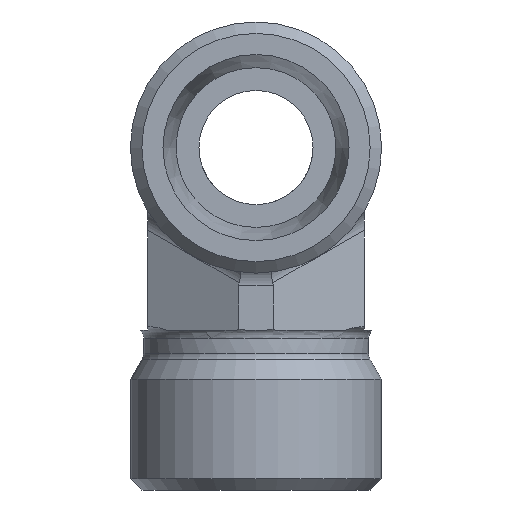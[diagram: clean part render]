
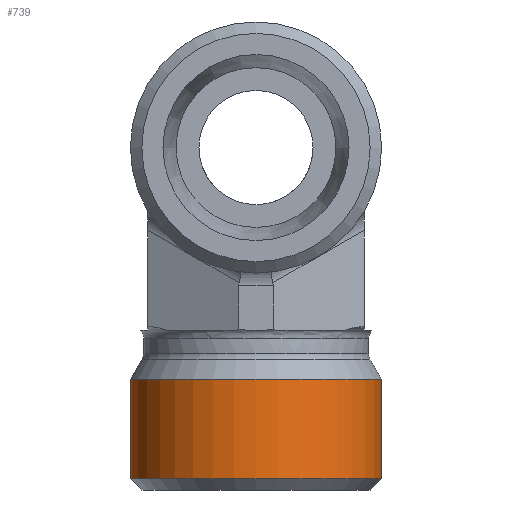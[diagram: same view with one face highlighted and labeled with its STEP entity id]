
A CAD part, front view. The second image highlights one B-rep face of the part: STEP entity #739.
In plain terms, the highlighted cylindrical face has radius 11 mm (diameter 22 mm), a full revolution.
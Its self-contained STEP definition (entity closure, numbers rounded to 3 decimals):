
#708=CARTESIAN_POINT('',(-7.985,9.544,-13.0));
#709=VERTEX_POINT('',#708);
#710=CARTESIAN_POINT('',(-18.985,9.544,-13.0));
#711=DIRECTION('',(0.0,0.0,-1.0));
#712=DIRECTION('',(-1.0,0.0,0.0));
#713=AXIS2_PLACEMENT_3D('',#710,#711,#712);
#714=CIRCLE('',#713,11.0);
#715=EDGE_CURVE('',#709,#709,#714,.T.);
#720=CARTESIAN_POINT('',(-18.985,9.544,-14.));
#721=DIRECTION('',(0.,0.,1.0));
#722=DIRECTION('',(-1.0,0.0,0.0));
#723=AXIS2_PLACEMENT_3D('',#720,#721,#722);
#724=CYLINDRICAL_SURFACE('',#723,11.0);
#725=CARTESIAN_POINT('',(-29.985,9.544,-4.292));
#726=VERTEX_POINT('',#725);
#727=CARTESIAN_POINT('',(-18.985,9.544,-4.292));
#728=DIRECTION('',(0.0,0.0,-1.0));
#729=DIRECTION('',(-1.0,0.0,0.0));
#730=AXIS2_PLACEMENT_3D('',#727,#728,#729);
#731=CIRCLE('',#730,11.0);
#732=EDGE_CURVE('',#726,#726,#731,.T.);
#733=ORIENTED_EDGE('',*,*,#732,.T.);
#734=EDGE_LOOP('',(#733));
#735=FACE_OUTER_BOUND('',#734,.T.);
#736=ORIENTED_EDGE('',*,*,#715,.F.);
#737=EDGE_LOOP('',(#736));
#738=FACE_BOUND('',#737,.T.);
#739=ADVANCED_FACE('',(#735,#738),#724,.T.);
